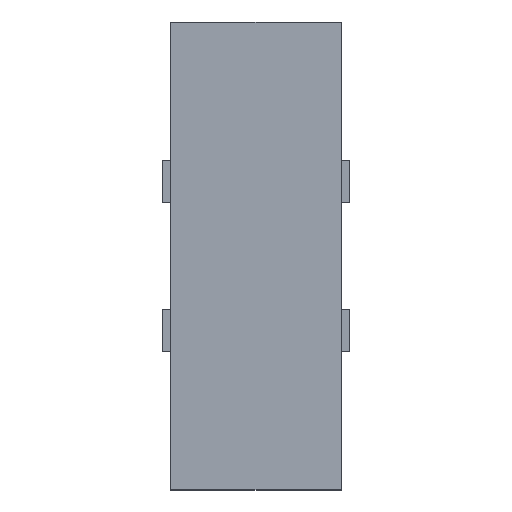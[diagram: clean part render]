
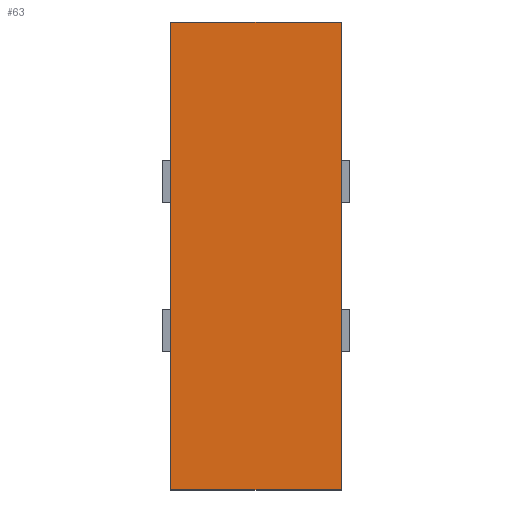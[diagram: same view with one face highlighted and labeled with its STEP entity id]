
A CAD part, top view. The second image highlights one B-rep face of the part: STEP entity #63.
In plain terms, the highlighted planar face has unit normal (0, 0, 1).
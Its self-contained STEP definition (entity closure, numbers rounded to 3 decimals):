
#37=FACE_OUTER_BOUND('',#125,.T.);
#63=ADVANCED_FACE('',(#37),#89,.T.);
#89=PLANE('',#492);
#125=EDGE_LOOP('',(#182,#183,#184,#185));
#182=ORIENTED_EDGE('',*,*,#330,.T.);
#183=ORIENTED_EDGE('',*,*,#310,.T.);
#184=ORIENTED_EDGE('',*,*,#332,.T.);
#185=ORIENTED_EDGE('',*,*,#318,.T.);
#270=VERTEX_POINT('',#637);
#271=VERTEX_POINT('',#638);
#278=VERTEX_POINT('',#654);
#279=VERTEX_POINT('',#655);
#310=EDGE_CURVE('',#270,#271,#370,.T.);
#318=EDGE_CURVE('',#278,#279,#378,.T.);
#330=EDGE_CURVE('',#279,#270,#390,.T.);
#332=EDGE_CURVE('',#271,#278,#392,.T.);
#370=LINE('',#636,#430);
#378=LINE('',#653,#438);
#390=LINE('',#678,#450);
#392=LINE('',#681,#452);
#430=VECTOR('',#519,1.);
#438=VECTOR('',#529,1.);
#450=VECTOR('',#543,1.);
#452=VECTOR('',#547,1.);
#492=AXIS2_PLACEMENT_3D('',#685,#553,#554);
#519=DIRECTION('',(0.,1.,0.));
#529=DIRECTION('',(0.,-1.,0.));
#543=DIRECTION('',(1.,0.,0.));
#547=DIRECTION('',(-1.,0.,0.));
#553=DIRECTION('',(0.,0.,1.));
#554=DIRECTION('',(0.,1.,0.));
#636=CARTESIAN_POINT('',(2.45,-5.5,0.45));
#637=CARTESIAN_POINT('',(2.45,-5.5,0.45));
#638=CARTESIAN_POINT('',(2.45,5.5,0.45));
#653=CARTESIAN_POINT('',(-1.55,5.5,0.45));
#654=CARTESIAN_POINT('',(-1.55,5.5,0.45));
#655=CARTESIAN_POINT('',(-1.55,-5.5,0.45));
#678=CARTESIAN_POINT('',(-1.55,-5.5,0.45));
#681=CARTESIAN_POINT('',(2.45,5.5,0.45));
#685=CARTESIAN_POINT('',(2.45,-5.5,0.45));
